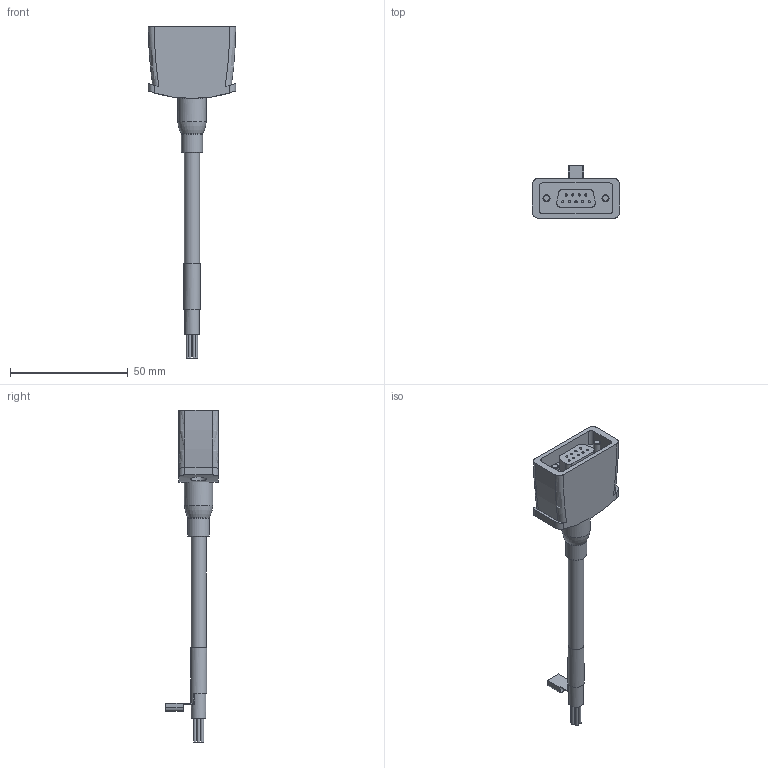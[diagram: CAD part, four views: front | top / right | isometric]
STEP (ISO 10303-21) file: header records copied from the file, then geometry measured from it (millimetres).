
FILE_DESCRIPTION(/* description */ ('STEP AP214'),/* implementation_level */ '2;1');
FILE_NAME(/* name */ '1450368_NEBM-S1G9-E-1_5-Q5-LE6',/* time_stamp */ '2024-09-12T19:29:57+02:00',/* author */ ('License CC BY-ND 4.0'),/* organization */ ('CADENAS'),/* preprocessor_version */ 'ST-DEVELOPER v19.3',/* originating_system */ 'PARTsolutions',/* authorisation */ ' ');
FILE_SCHEMA (('AUTOMOTIVE_DESIGN {1 0 10303 214 3 1 1}'));
Length unit declared in the file: millimetre
Products named in the file (1): 1450368 NEBM-S1G9-E-1.5-Q5-LE6
Bounding box: 37 x 22.4 x 140.7 mm (x, y, z)
Volume: 20267.5 mm3; surface area: 8987.3 mm2
Topology: 1 solids, 1 shells, 139 faces, 324 edges, 215 vertices
Faces by surface type: plane 83, cylinder 47, torus 7, cone 2
Full cylindrical faces by diameter (mm): 0.92 x9, 1.2 x6, 3 x2, 6.2 x1, 6.4 x1, 6.41 x2, 6.8 x1, 7 x2, 9 x1, 12 x1
Entity records: 4830 total; most frequent: CARTESIAN_POINT 735, DIRECTION 642, ORIENTED_EDGE 576, EDGE_CURVE 288, AXIS2_PLACEMENT_3D 233, VERTEX_POINT 210, EDGE_LOOP 198, FACE_BOUND 198
